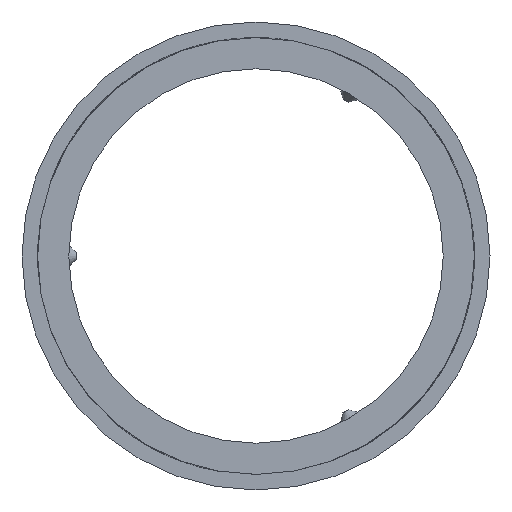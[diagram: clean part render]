
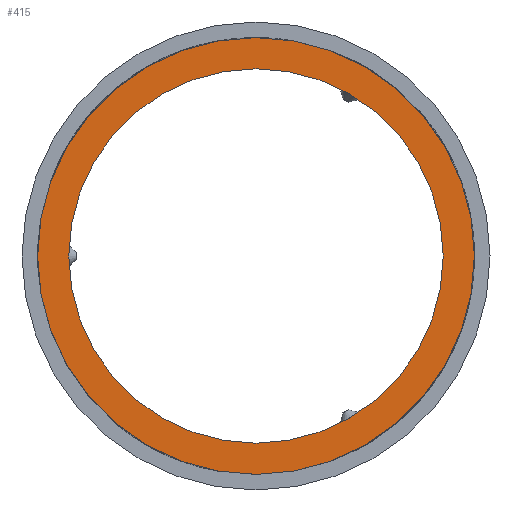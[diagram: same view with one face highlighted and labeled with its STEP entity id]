
A CAD part, left-side view. The second image highlights one B-rep face of the part: STEP entity #415.
In plain terms, the highlighted planar face has unit normal (-1, 0, 0).
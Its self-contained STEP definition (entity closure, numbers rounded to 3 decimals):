
#221=PLANE('',#3486);
#415=ADVANCED_FACE('',(#671,#672),#221,.T.);
#554=CIRCLE('',#3484,24.);
#555=CIRCLE('',#3485,28.);
#671=FACE_BOUND('',#874,.T.);
#672=FACE_BOUND('',#875,.T.);
#874=EDGE_LOOP('',(#1786));
#875=EDGE_LOOP('',(#1787));
#1786=ORIENTED_EDGE('',*,*,#2882,.F.);
#1787=ORIENTED_EDGE('',*,*,#2883,.F.);
#2394=VERTEX_POINT('',#7093);
#2395=VERTEX_POINT('',#7095);
#2882=EDGE_CURVE('',#2394,#2394,#554,.T.);
#2883=EDGE_CURVE('',#2395,#2395,#555,.T.);
#3484=AXIS2_PLACEMENT_3D('',#7092,#3721,#3722);
#3485=AXIS2_PLACEMENT_3D('',#7094,#3723,#3724);
#3486=AXIS2_PLACEMENT_3D('',#7096,#3725,#3726);
#3721=DIRECTION('',(-1.,0.,0.));
#3722=DIRECTION('',(0.,1.,0.));
#3723=DIRECTION('',(1.,0.,0.));
#3724=DIRECTION('',(0.,1.,0.));
#3725=DIRECTION('',(-1.,0.,0.));
#3726=DIRECTION('',(0.,1.,0.));
#7092=CARTESIAN_POINT('',(0.,0.,0.));
#7093=CARTESIAN_POINT('',(0.,24.,0.));
#7094=CARTESIAN_POINT('',(0.,0.,0.));
#7095=CARTESIAN_POINT('',(0.,28.,0.));
#7096=CARTESIAN_POINT('',(0.,-30.8,30.8));
